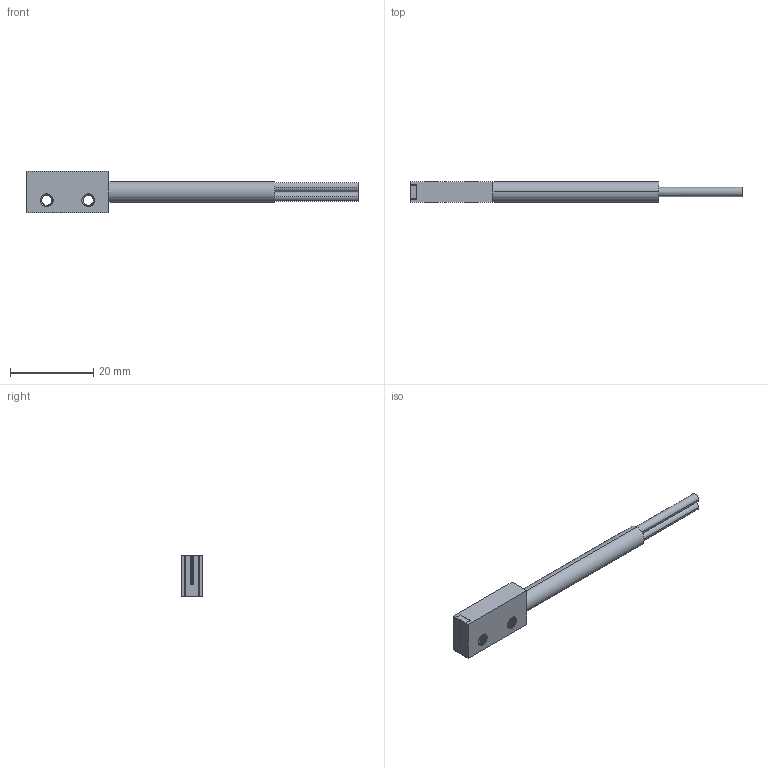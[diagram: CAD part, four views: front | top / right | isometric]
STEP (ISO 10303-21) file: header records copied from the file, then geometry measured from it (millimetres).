
FILE_DESCRIPTION((''),'2;1');
FILE_NAME('PR07Q2_ASM','2022-09-09T18:29:03',('Designer'),(''),'CREO PARAMETRIC BY PTC INC, 2022014','CREO PARAMETRIC BY PTC INC, 2022014','');
FILE_SCHEMA(('CONFIG_CONTROL_DESIGN'));
Length unit declared in the file: millimetre
Products named in the file (1): PR07Q2_ASM
Bounding box: 80 x 5 x 10 mm (x, y, z)
Volume: 1634.3 mm3; surface area: 2633.5 mm2
Topology: 2 solids, 2 shells, 155 faces, 440 edges, 290 vertices
Faces by surface type: cylinder 106, plane 23, bspline 18, cone 8
Entity records: 9390 total; most frequent: CARTESIAN_POINT 5301, ORIENTED_EDGE 880, DIRECTION 768, EDGE_CURVE 440, AXIS2_PLACEMENT_3D 303, VERTEX_POINT 290, EDGE_LOOP 224, CIRCLE 166
